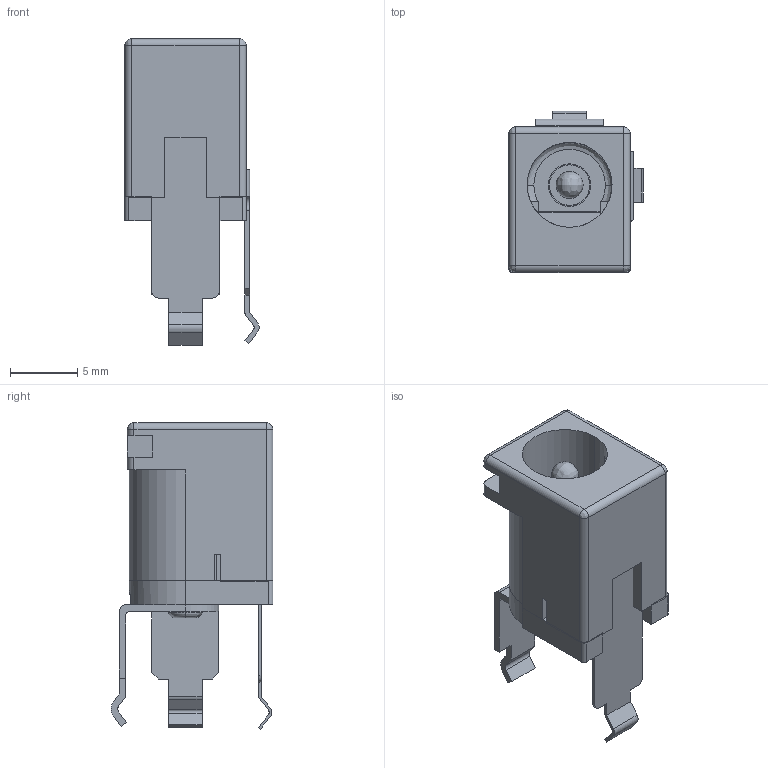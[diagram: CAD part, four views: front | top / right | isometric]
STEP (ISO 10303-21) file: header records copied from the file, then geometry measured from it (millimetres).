
FILE_DESCRIPTION (( 'STEP AP203' ), '1' );
FILE_NAME ('54-00146_revA.STEP', '2018-09-27T23:54:22', ( '' ), ( '' ), 'SwSTEP 2.0', 'SolidWorks 2015', '' );
FILE_SCHEMA (( 'CONFIG_CONTROL_DESIGN' ));
Length unit declared in the file: millimetre
Products named in the file (1): 54-00146_revA
Bounding box: 9.95 x 12 x 22.72 mm (x, y, z)
Volume: 744.9 mm3; surface area: 1943.4 mm2
Topology: 6 solids, 6 shells, 235 faces, 621 edges, 397 vertices
Faces by surface type: plane 153, cylinder 60, bspline 18, cone 4
Entity records: 7452 total; most frequent: CARTESIAN_POINT 1662, ORIENTED_EDGE 1226, DIRECTION 1125, EDGE_CURVE 613, VECTOR 457, LINE 457, VERTEX_POINT 397, AXIS2_PLACEMENT_3D 334
